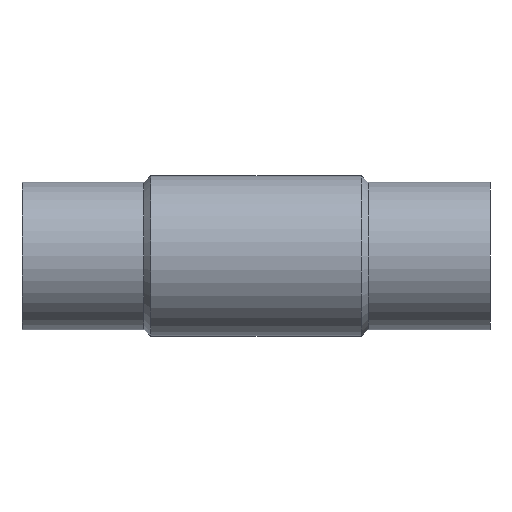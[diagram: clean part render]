
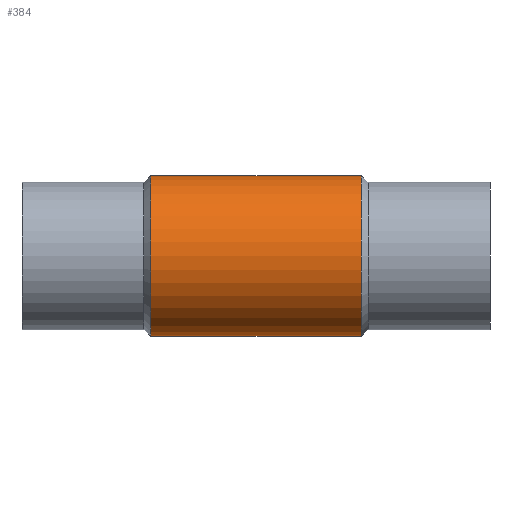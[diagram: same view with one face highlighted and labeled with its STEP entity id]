
A CAD part, front view. The second image highlights one B-rep face of the part: STEP entity #384.
In plain terms, the highlighted cylindrical face has radius 49.1 mm (diameter 98.2 mm), a full revolution.
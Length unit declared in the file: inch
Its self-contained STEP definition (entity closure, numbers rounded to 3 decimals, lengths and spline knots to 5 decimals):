
#35 = ORIENTED_EDGE ( 'NONE', *, *, #515, .T. ) ;
#99 = FACE_BOUND ( 'NONE', #325, .T. ) ;
#110 = CYLINDRICAL_SURFACE ( 'NONE', #383, 1.93307 ) ;
#122 = CARTESIAN_POINT ( 'NONE',  ( 6.79794, 5.86903, 8.4638 ) ) ;
#129 = DIRECTION ( 'NONE',  ( 1., 0., 0. ) ) ;
#187 = VERTEX_POINT ( 'NONE', #720 ) ;
#191 = CARTESIAN_POINT ( 'NONE',  ( 6.79794, 5.86903, 8.4638 ) ) ;
#197 = EDGE_CURVE ( 'NONE', #187, #619, #211, .T. ) ;
#199 = CARTESIAN_POINT ( 'NONE',  ( 4.2625, 5.86903, 6.53072 ) ) ;
#207 = EDGE_LOOP ( 'NONE', ( #245 ) ) ;
#211 =( BOUNDED_CURVE ( )  B_SPLINE_CURVE ( 3, ( #122, #390, #512, #516 ),
 .UNSPECIFIED., .F., .T. ) 
 B_SPLINE_CURVE_WITH_KNOTS ( ( 4, 4 ),
 ( 1.5708, 4.71239 ),
 .UNSPECIFIED. ) 
 CURVE ( )  GEOMETRIC_REPRESENTATION_ITEM ( )  RATIONAL_B_SPLINE_CURVE ( ( 1., 0.333, 0.333, 1. ) ) 
 REPRESENTATION_ITEM ( '' )  );
#233 = CARTESIAN_POINT ( 'NONE',  ( 6.79794, 5.86903, 4.59765 ) ) ;
#245 = ORIENTED_EDGE ( 'NONE', *, *, #749, .F. ) ;
#262 = CARTESIAN_POINT ( 'NONE',  ( 6.79794, 5.86903, 4.59765 ) ) ;
#263 = VERTEX_POINT ( 'NONE', #452 ) ;
#272 = EDGE_CURVE ( 'NONE', #263, #263, #511, .T. ) ;
#291 = AXIS2_PLACEMENT_3D ( 'NONE', #316, #553, #292 ) ;
#292 = DIRECTION ( 'NONE',  ( 0., 1., 0. ) ) ;
#316 = CARTESIAN_POINT ( 'NONE',  ( 9.33337, 5.86903, 6.53072 ) ) ;
#319 = VERTEX_POINT ( 'NONE', #413 ) ;
#325 = EDGE_LOOP ( 'NONE', ( #599, #35 ) ) ;
#364 = ORIENTED_EDGE ( 'NONE', *, *, #272, .F. ) ;
#369 = CARTESIAN_POINT ( 'NONE',  ( 10.66408, 9.73517, 4.59765 ) ) ;
#383 = AXIS2_PLACEMENT_3D ( 'NONE', #423, #129, #410 ) ;
#384 = ADVANCED_FACE ( 'NONE', ( #99, #677, #429 ), #110, .T. ) ;
#387 = DIRECTION ( 'NONE',  ( 0., 1., 0. ) ) ;
#390 = CARTESIAN_POINT ( 'NONE',  ( 2.93179, 9.73517, 8.4638 ) ) ;
#410 = DIRECTION ( 'NONE',  ( 0., 0., -1. ) ) ;
#413 = CARTESIAN_POINT ( 'NONE',  ( 4.2625, 7.8021, 6.53072 ) ) ;
#423 = CARTESIAN_POINT ( 'NONE',  ( 6.79794, 5.86903, 6.53072 ) ) ;
#429 = FACE_OUTER_BOUND ( 'NONE', #480, .T. ) ;
#452 = CARTESIAN_POINT ( 'NONE',  ( 9.33337, 7.8021, 6.53072 ) ) ;
#480 = EDGE_LOOP ( 'NONE', ( #364 ) ) ;
#501 = CARTESIAN_POINT ( 'NONE',  ( 10.66408, 9.73517, 8.4638 ) ) ;
#511 = CIRCLE ( 'NONE', #291, 1.93307 ) ;
#512 = CARTESIAN_POINT ( 'NONE',  ( 2.93179, 9.73517, 4.59765 ) ) ;
#515 = EDGE_CURVE ( 'NONE', #619, #187, #631, .T. ) ;
#516 = CARTESIAN_POINT ( 'NONE',  ( 6.79794, 5.86903, 4.59765 ) ) ;
#553 = DIRECTION ( 'NONE',  ( 1., 0., 0. ) ) ;
#569 = DIRECTION ( 'NONE',  ( -1., 0., 0. ) ) ;
#583 = AXIS2_PLACEMENT_3D ( 'NONE', #199, #569, #387 ) ;
#586 = CIRCLE ( 'NONE', #583, 1.93307 ) ;
#599 = ORIENTED_EDGE ( 'NONE', *, *, #197, .T. ) ;
#619 = VERTEX_POINT ( 'NONE', #262 ) ;
#631 =( BOUNDED_CURVE ( )  B_SPLINE_CURVE ( 3, ( #233, #369, #501, #191 ),
 .UNSPECIFIED., .F., .F. ) 
 B_SPLINE_CURVE_WITH_KNOTS ( ( 4, 4 ),
 ( 1.5708, 4.71239 ),
 .UNSPECIFIED. ) 
 CURVE ( )  GEOMETRIC_REPRESENTATION_ITEM ( )  RATIONAL_B_SPLINE_CURVE ( ( 1., 0.333, 0.333, 1. ) ) 
 REPRESENTATION_ITEM ( '' )  );
#677 = FACE_OUTER_BOUND ( 'NONE', #207, .T. ) ;
#720 = CARTESIAN_POINT ( 'NONE',  ( 6.79794, 5.86903, 8.4638 ) ) ;
#749 = EDGE_CURVE ( 'NONE', #319, #319, #586, .T. ) ;
